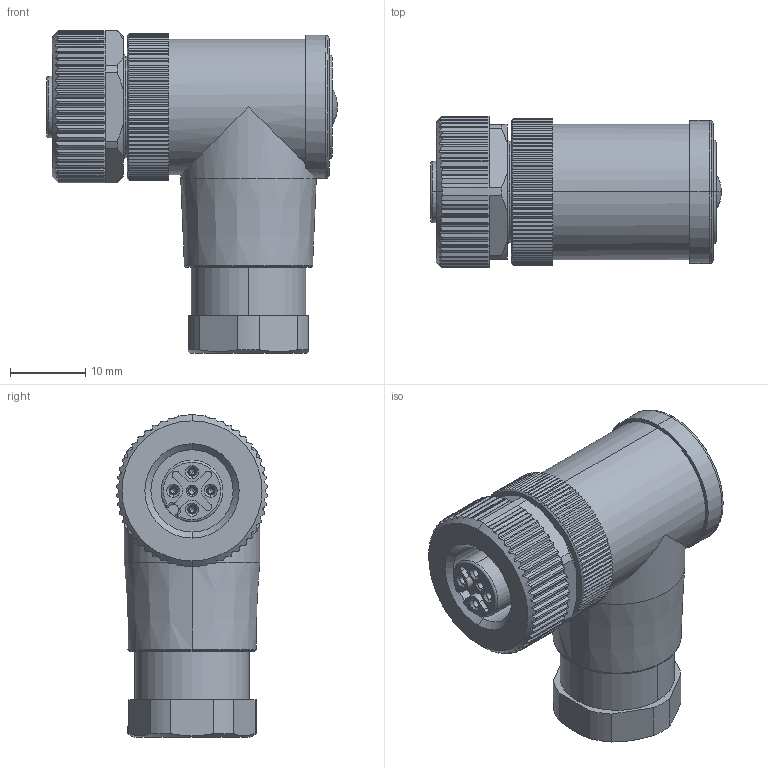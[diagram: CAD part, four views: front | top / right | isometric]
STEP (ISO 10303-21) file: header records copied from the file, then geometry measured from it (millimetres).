
FILE_DESCRIPTION((''),'2;1');
FILE_NAME('CAD-8060','2021-11-24T09:36:39',('creinig-se'),(''),'CREO PARAMETRIC BY PTC INC, 2019292','CREO PARAMETRIC BY PTC INC, 2019292','');
FILE_SCHEMA(('CONFIG_CONTROL_DESIGN','SHAPE_APPEARANCE_LAYERS_GROUPS'));
Length unit declared in the file: millimetre
Products named in the file (1): CAD-8060
Bounding box: 38.6 x 20.16 x 42.8 mm (x, y, z)
Volume: 15235.1 mm3; surface area: 5278.6 mm2
Topology: 1 solids, 1 shells, 726 faces, 2113 edges, 1390 vertices
Faces by surface type: plane 391, cylinder 258, cone 58, torus 15, bspline 2, sphere 2
Entity records: 33372 total; most frequent: CARTESIAN_POINT 6703, ORIENTED_EDGE 4198, DIRECTION 3655, PRESENTATION_STYLE_ASSIGNMENT 2231, STYLED_ITEM 2100, CURVE_STYLE 2099, EDGE_CURVE 2099, VERTEX_POINT 1390
